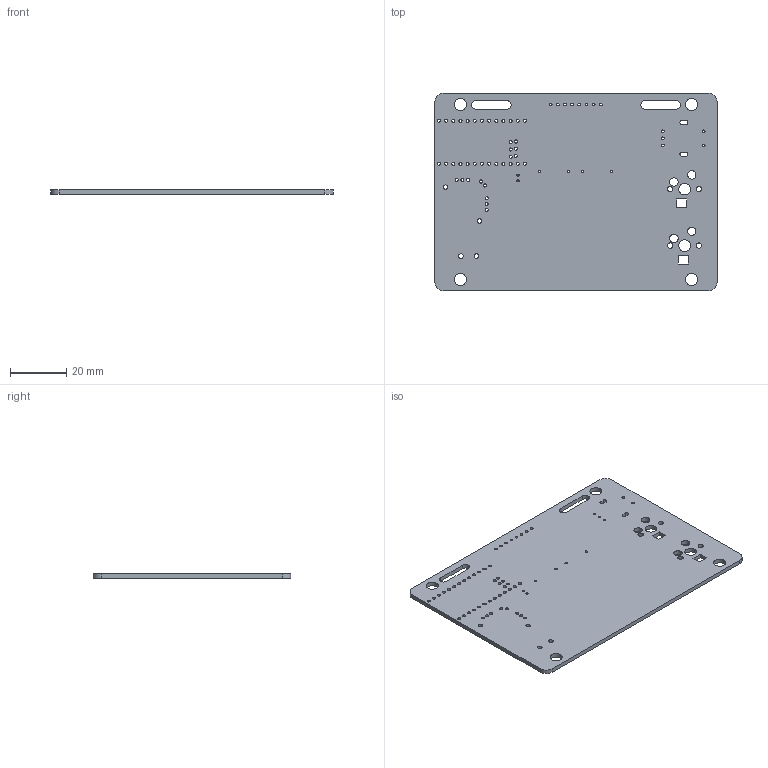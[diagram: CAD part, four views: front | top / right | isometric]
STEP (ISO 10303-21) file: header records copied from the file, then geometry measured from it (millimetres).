
FILE_DESCRIPTION(('KiCad electronic assembly'),'2;1');
FILE_NAME('confnicebadge.step','2026-03-27T12:16:10',('Pcbnew'),('Kicad' ),'Open CASCADE STEP processor 7.9','KiCad to STEP converter', 'Unknown');
FILE_SCHEMA(('AUTOMOTIVE_DESIGN { 1 0 10303 214 1 1 1 1 }'));
Length unit declared in the file: millimetre
Products named in the file (2): confnicebadge 1; confnicebadge_PCB
Assembly tree (1 placements, depth 2):
  confnicebadge 1
    confnicebadge_PCB
Bounding box: 100 x 70 x 1.51 mm (x, y, z)
Volume: 10116.1 mm3; surface area: 14597.7 mm2
Topology: 1 solids, 1 shells, 115 faces, 339 edges, 226 vertices
Faces by surface type: cylinder 93, plane 22
Full cylindrical faces by diameter (mm): 0.8 x6, 1 x13, 1.092 x32, 1.1 x8, 1.6 x4, 1.9 x4, 3 x4, 4.1 x2, 4.3 x4
Entity records: 4308 total; most frequent: DIRECTION 759, CARTESIAN_POINT 682, ORIENTED_EDGE 678, EDGE_CURVE 339, AXIS2_PLACEMENT_3D 303, FACE_BOUND 281, EDGE_LOOP 281, VERTEX_POINT 226
